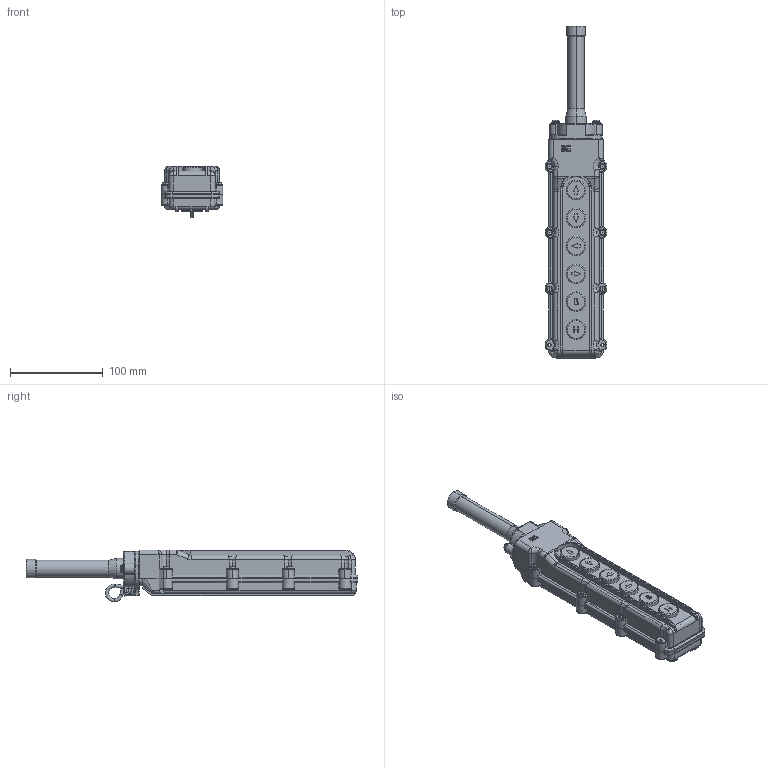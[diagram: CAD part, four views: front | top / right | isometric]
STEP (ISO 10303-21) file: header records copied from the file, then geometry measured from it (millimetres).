
FILE_DESCRIPTION (( 'STEP AP214' ), '1' );
FILE_NAME ('BPU10-6 Ïóëüò óïðàâëåíèÿ ÏÊÒ-63 íà 6 êíîïîê IP54 ÈÝÊ.STEP', '2017-11-07T11:31:21', ( '' ), ( '' ), 'SwSTEP 2.0', 'SolidWorks 2014', '' );
FILE_SCHEMA (( 'AUTOMOTIVE_DESIGN' ));
Length unit declared in the file: millimetre
Products named in the file (1): BPU10-6 Ïóëüò óïðàâëåíèÿ ÏÊÒ-63 íà 6 êíîïîê IP54 ÈÝÊ
Bounding box: 66.5 x 357 x 55.78 mm (x, y, z)
Volume: 373557.2 mm3; surface area: 140980.8 mm2
Topology: 3 solids, 5 shells, 1137 faces, 2936 edges, 1871 vertices
Faces by surface type: plane 636, cylinder 359, torus 120, bspline 12, sphere 6, cone 4
Entity records: 35841 total; most frequent: CARTESIAN_POINT 7655, DIRECTION 5908, ORIENTED_EDGE 5848, EDGE_CURVE 2924, AXIS2_PLACEMENT_3D 1989, VECTOR 1930, LINE 1930, VERTEX_POINT 1871
